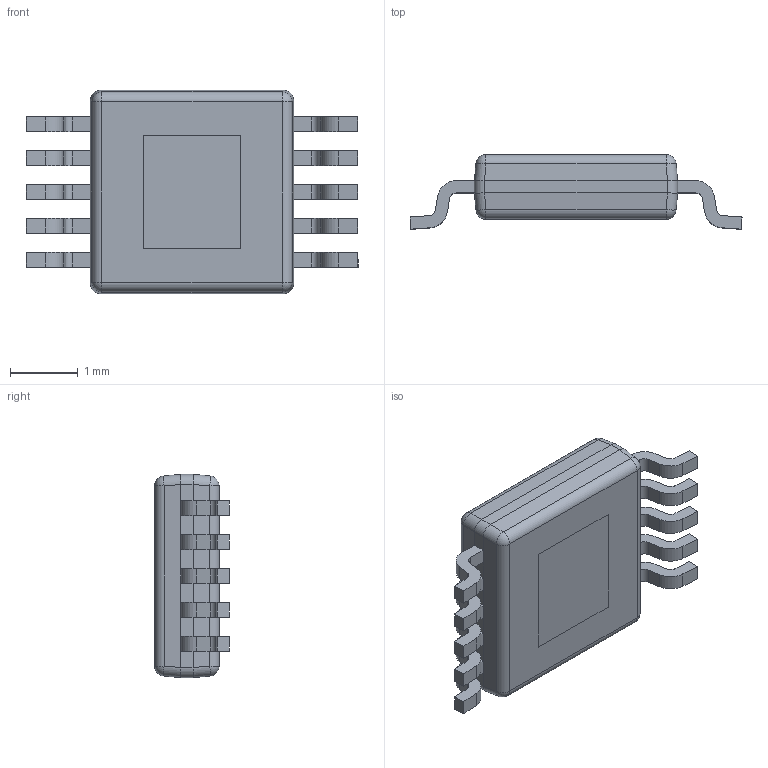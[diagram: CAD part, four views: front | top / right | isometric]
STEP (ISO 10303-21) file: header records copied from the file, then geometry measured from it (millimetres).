
FILE_DESCRIPTION (( 'STEP AP214' ), '1' );
FILE_NAME ('DGQ10.STEP', '2020-08-29T17:39:20', ( '' ), ( '' ), 'SwSTEP 2.0', 'SolidWorks 2017', '' );
FILE_SCHEMA (( 'AUTOMOTIVE_DESIGN' ));
Length unit declared in the file: millimetre
Products named in the file (1): DGQ10
Bounding box: 4.9 x 1.1 x 3 mm (x, y, z)
Volume: 8.8 mm3; surface area: 44.3 mm2
Topology: 13 solids, 13 shells, 200 faces, 500 edges, 320 vertices
Faces by surface type: plane 128, cylinder 64, sphere 8
Entity records: 5998 total; most frequent: CARTESIAN_POINT 1085, ORIENTED_EDGE 984, DIRECTION 982, EDGE_CURVE 492, LINE 356, VECTOR 356, VERTEX_POINT 320, AXIS2_PLACEMENT_3D 313
